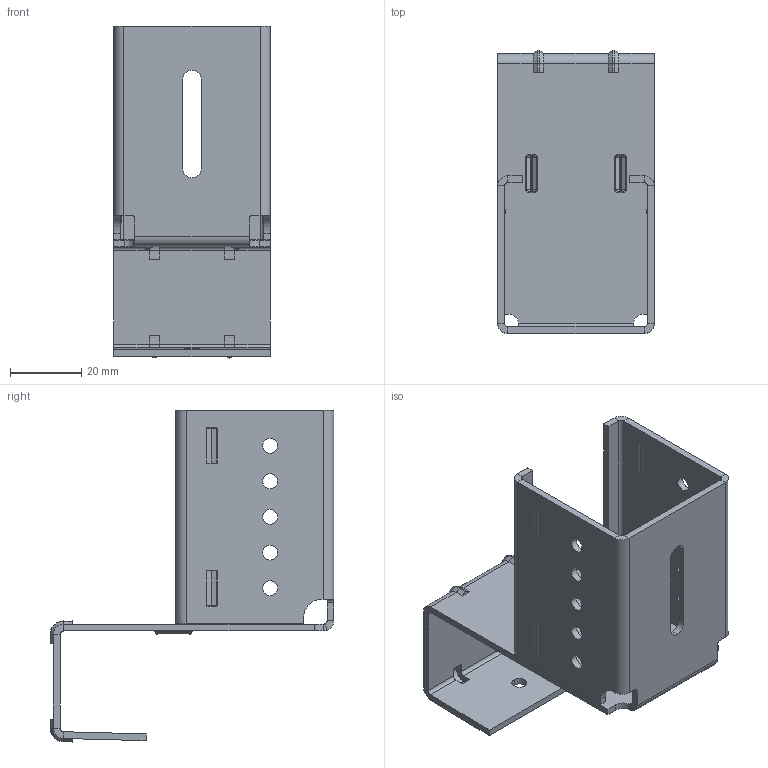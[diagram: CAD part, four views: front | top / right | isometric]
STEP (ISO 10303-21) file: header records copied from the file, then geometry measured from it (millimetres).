
FILE_DESCRIPTION (( 'STEP AP203' ), '1' );
FILE_NAME ('062AHSD28M.STEP', '2015-09-14T15:48:43', ( 'Fath' ), ( 'Hewlett-Packard Company' ), 'SwSTEP 2.0', 'SolidWorks 2014', '' );
FILE_SCHEMA (( 'CONFIG_CONTROL_DESIGN' ));
Length unit declared in the file: millimetre
Products named in the file (1): 062AHSD28M
Bounding box: 44 x 79.62 x 93.16 mm (x, y, z)
Volume: 25270.5 mm3; surface area: 28736.5 mm2
Topology: 5 solids, 5 shells, 449 faces, 1013 edges, 570 vertices
Faces by surface type: cylinder 183, plane 172, bspline 50, sphere 32, cone 8, torus 4
Entity records: 13198 total; most frequent: CARTESIAN_POINT 3463, DIRECTION 2035, ORIENTED_EDGE 2010, EDGE_CURVE 1005, AXIS2_PLACEMENT_3D 738, VERTEX_POINT 570, VECTOR 559, LINE 559
